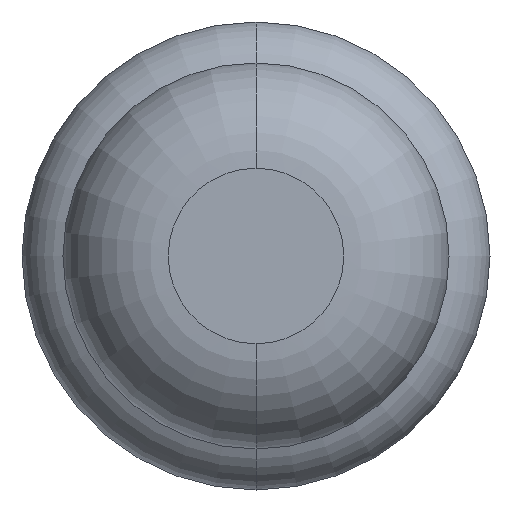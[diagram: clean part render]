
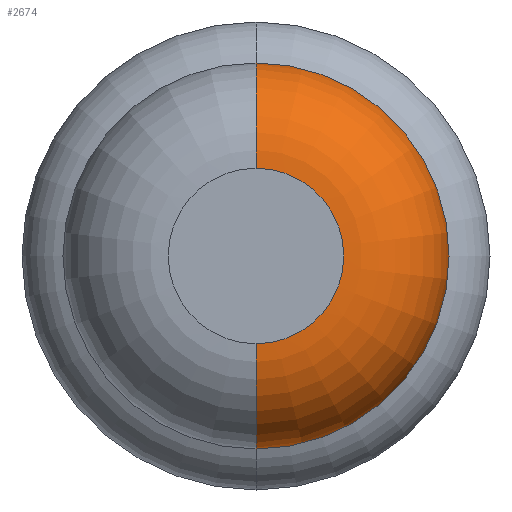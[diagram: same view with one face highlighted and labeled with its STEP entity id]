
A CAD part, front view. The second image highlights one B-rep face of the part: STEP entity #2674.
In plain terms, the highlighted toroidal (fillet/blend) face has major radius 0.375 mm and minor radius 0.45 mm.
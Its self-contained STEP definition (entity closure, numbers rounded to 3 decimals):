
#103 = ORIENTED_EDGE ( 'NONE', *, *, #1526, .F. ) ;
#123 = EDGE_CURVE ( 'Defeature ausgef�hrt3_7+Defeature ausgef�hrt3_6+Defeature ausgef�hrt3_6+Defeature ausgef�hrt3_6', #494, #2301, #848, .T. ) ;
#232 = ORIENTED_EDGE ( 'NONE', *, *, #1448, .F. ) ;
#273 = CIRCLE ( 'NONE', #1553, 0.825 ) ;
#355 = CARTESIAN_POINT ( 'NONE',  ( 0., -25.55, 0.375 ) ) ;
#488 = CARTESIAN_POINT ( 'NONE',  ( 0., -25.55, -0.375 ) ) ;
#494 = VERTEX_POINT ( 'NONE', #836 ) ;
#613 = CARTESIAN_POINT ( 'NONE',  ( 0., -25.55, -0.825 ) ) ;
#691 = AXIS2_PLACEMENT_3D ( 'NONE', #488, #1227, #3258 ) ;
#694 = CARTESIAN_POINT ( 'NONE',  ( 0., -26., -0.375 ) ) ;
#836 = CARTESIAN_POINT ( 'NONE',  ( 0., -26., 0.375 ) ) ;
#848 = CIRCLE ( 'NONE', #3125, 0.375 ) ;
#1093 = CARTESIAN_POINT ( 'NONE',  ( 0., -25.55, 0. ) ) ;
#1227 = DIRECTION ( 'NONE',  ( 1., 0., 0. ) ) ;
#1268 = DIRECTION ( 'NONE',  ( 0., 1., 0. ) ) ;
#1448 = EDGE_CURVE ( 'Defeature ausgef�hrt3_8+Defeature ausgef�hrt3_7+Defeature ausgef�hrt3_7+Defeature ausgef�hrt3_7', #1726, #3091, #273, .T. ) ;
#1526 = EDGE_CURVE ( 'NONE', #494, #1726, #2469, .T. ) ;
#1553 = AXIS2_PLACEMENT_3D ( 'NONE', #1093, #2831, #1607 ) ;
#1607 = DIRECTION ( 'NONE',  ( 0., 0., 1. ) ) ;
#1671 = TOROIDAL_SURFACE ( 'NONE', #2531, 0.375, 0.45 ) ;
#1677 = EDGE_CURVE ( 'NONE', #2301, #3091, #3192, .T. ) ;
#1726 = VERTEX_POINT ( 'NONE', #1749 ) ;
#1749 = CARTESIAN_POINT ( 'NONE',  ( 0., -25.55, 0.825 ) ) ;
#1897 = DIRECTION ( 'NONE',  ( 0., 0., 1. ) ) ;
#1956 = ORIENTED_EDGE ( 'NONE', *, *, #123, .T. ) ;
#2202 = CARTESIAN_POINT ( 'NONE',  ( 0., -25.55, 0. ) ) ;
#2301 = VERTEX_POINT ( 'NONE', #694 ) ;
#2469 = CIRCLE ( 'NONE', #3272, 0.45 ) ;
#2518 = ORIENTED_EDGE ( 'NONE', *, *, #1677, .T. ) ;
#2531 = AXIS2_PLACEMENT_3D ( 'NONE', #2202, #2950, #2719 ) ;
#2624 = DIRECTION ( 'NONE',  ( -1., 0., 0. ) ) ;
#2674 = ADVANCED_FACE ( 'Defeature ausgef�hrt3_7', ( #2986 ), #1671, .T. ) ;
#2719 = DIRECTION ( 'NONE',  ( 0., 0., 1. ) ) ;
#2831 = DIRECTION ( 'NONE',  ( 0., 1., 0. ) ) ;
#2950 = DIRECTION ( 'NONE',  ( 0., 1., 0. ) ) ;
#2986 = FACE_OUTER_BOUND ( 'NONE', #3248, .T. ) ;
#2998 = DIRECTION ( 'NONE',  ( 0., 0., 1. ) ) ;
#3012 = CARTESIAN_POINT ( 'NONE',  ( 0., -26., 0. ) ) ;
#3091 = VERTEX_POINT ( 'NONE', #613 ) ;
#3125 = AXIS2_PLACEMENT_3D ( 'NONE', #3012, #1268, #2998 ) ;
#3192 = CIRCLE ( 'NONE', #691, 0.45 ) ;
#3248 = EDGE_LOOP ( 'NONE', ( #1956, #2518, #232, #103 ) ) ;
#3258 = DIRECTION ( 'NONE',  ( 0., 0., -1. ) ) ;
#3272 = AXIS2_PLACEMENT_3D ( 'NONE', #355, #2624, #1897 ) ;
